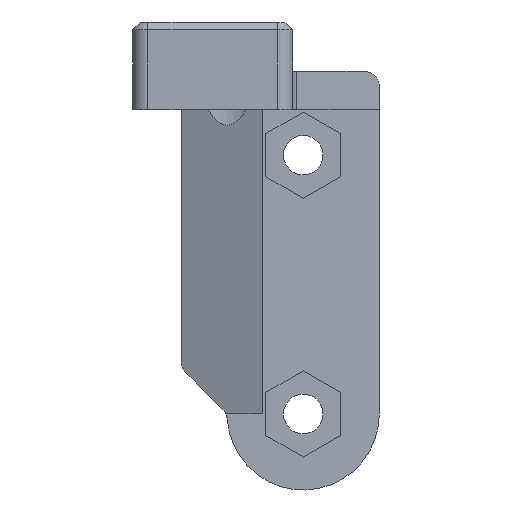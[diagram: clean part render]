
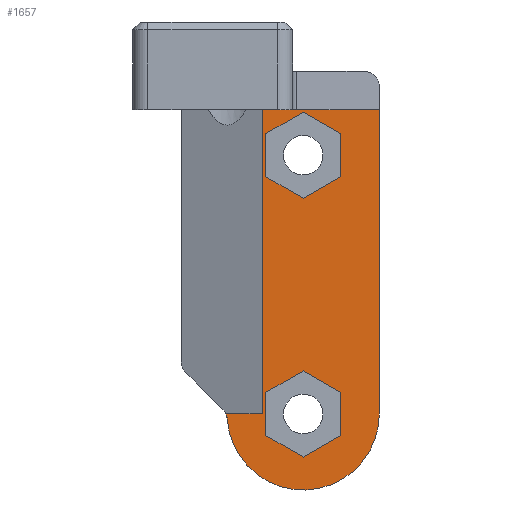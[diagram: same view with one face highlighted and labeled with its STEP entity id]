
A CAD part, front view. The second image highlights one B-rep face of the part: STEP entity #1657.
In plain terms, the highlighted planar face has unit normal (0, -1, 0).
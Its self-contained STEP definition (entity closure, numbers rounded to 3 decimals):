
#9 = VECTOR ( 'NONE', #792, 1000. ) ;
#10 = CARTESIAN_POINT ( 'NONE',  ( 5., 8.5, -8.329 ) ) ;
#26 = VECTOR ( 'NONE', #1060, 1000. ) ;
#44 = DIRECTION ( 'NONE',  ( -0.866, 0., 0.5 ) ) ;
#52 = CARTESIAN_POINT ( 'NONE',  ( -0.985, 8.5, -22.93 ) ) ;
#53 = VECTOR ( 'NONE', #1380, 1000. ) ;
#66 = VERTEX_POINT ( 'NONE', #10 ) ;
#92 = ORIENTED_EDGE ( 'NONE', *, *, #602, .T. ) ;
#93 = ORIENTED_EDGE ( 'NONE', *, *, #1989, .F. ) ;
#148 = EDGE_CURVE ( 'NONE', #1921, #234, #2007, .T. ) ;
#151 = CARTESIAN_POINT ( 'NONE',  ( 2.55, 8.5, -23.915 ) ) ;
#157 = CARTESIAN_POINT ( 'NONE',  ( 5., 8.5, -22.5 ) ) ;
#159 = ORIENTED_EDGE ( 'NONE', *, *, #502, .F. ) ;
#169 = ORIENTED_EDGE ( 'NONE', *, *, #1083, .F. ) ;
#180 = FACE_BOUND ( 'NONE', #1514, .T. ) ;
#191 = LINE ( 'NONE', #1862, #1801 ) ;
#224 = LINE ( 'NONE', #1903, #9 ) ;
#229 = CARTESIAN_POINT ( 'NONE',  ( 5., 8.5, -2.671 ) ) ;
#234 = VERTEX_POINT ( 'NONE', #1360 ) ;
#256 = VERTEX_POINT ( 'NONE', #1172 ) ;
#258 = CARTESIAN_POINT ( 'NONE',  ( 7.45, 8.5, -21.085 ) ) ;
#283 = AXIS2_PLACEMENT_3D ( 'NONE', #52, #2275, #1356 ) ;
#314 = VERTEX_POINT ( 'NONE', #423 ) ;
#321 = AXIS2_PLACEMENT_3D ( 'NONE', #157, #2192, #2408 ) ;
#328 = VERTEX_POINT ( 'NONE', #1706 ) ;
#338 = CARTESIAN_POINT ( 'NONE',  ( -3., 8.5, -22.5 ) ) ;
#352 = ORIENTED_EDGE ( 'NONE', *, *, #1807, .F. ) ;
#373 = ORIENTED_EDGE ( 'NONE', *, *, #1160, .F. ) ;
#374 = DIRECTION ( 'NONE',  ( 0.866, 0., -0.5 ) ) ;
#391 = CARTESIAN_POINT ( 'NONE',  ( 10., 8.5, -2.5 ) ) ;
#393 = EDGE_CURVE ( 'NONE', #1770, #1941, #1418, .T. ) ;
#423 = CARTESIAN_POINT ( 'NONE',  ( 5., 8.5, -19.671 ) ) ;
#491 = DIRECTION ( 'NONE',  ( -1., 0., 0. ) ) ;
#502 = EDGE_CURVE ( 'NONE', #567, #328, #737, .T. ) ;
#503 = FACE_OUTER_BOUND ( 'NONE', #2157, .T. ) ;
#511 = ORIENTED_EDGE ( 'NONE', *, *, #2144, .F. ) ;
#514 = ORIENTED_EDGE ( 'NONE', *, *, #2013, .F. ) ;
#519 = VECTOR ( 'NONE', #1329, 1000. ) ;
#545 = ORIENTED_EDGE ( 'NONE', *, *, #1372, .F. ) ;
#565 = VERTEX_POINT ( 'NONE', #2173 ) ;
#567 = VERTEX_POINT ( 'NONE', #1085 ) ;
#578 = ORIENTED_EDGE ( 'NONE', *, *, #943, .T. ) ;
#602 = EDGE_CURVE ( 'NONE', #2064, #890, #1097, .T. ) ;
#641 = EDGE_CURVE ( 'NONE', #328, #565, #191, .T. ) ;
#665 = DIRECTION ( 'NONE',  ( -0.866, 0., -0.5 ) ) ;
#666 = EDGE_CURVE ( 'NONE', #2176, #1770, #1336, .T. ) ;
#669 = VECTOR ( 'NONE', #1440, 1000. ) ;
#671 = VECTOR ( 'NONE', #1948, 1000. ) ;
#674 = VECTOR ( 'NONE', #680, 1000. ) ;
#680 = DIRECTION ( 'NONE',  ( 0., 0., 1. ) ) ;
#695 = CARTESIAN_POINT ( 'NONE',  ( 0., 8.5, -2.5 ) ) ;
#732 = LINE ( 'NONE', #1671, #793 ) ;
#737 = LINE ( 'NONE', #151, #1723 ) ;
#755 = LINE ( 'NONE', #1496, #26 ) ;
#792 = DIRECTION ( 'NONE',  ( 0.866, 0., -0.5 ) ) ;
#793 = VECTOR ( 'NONE', #898, 1000. ) ;
#811 = CARTESIAN_POINT ( 'NONE',  ( 5., 8.5, -2.671 ) ) ;
#860 = VERTEX_POINT ( 'NONE', #1268 ) ;
#861 = CARTESIAN_POINT ( 'NONE',  ( 5., 8.5, -19.671 ) ) ;
#873 = VERTEX_POINT ( 'NONE', #1673 ) ;
#890 = VERTEX_POINT ( 'NONE', #1882 ) ;
#898 = DIRECTION ( 'NONE',  ( 0., 0., -1. ) ) ;
#908 = CARTESIAN_POINT ( 'NONE',  ( 5., 8.5, -8.329 ) ) ;
#935 = CARTESIAN_POINT ( 'NONE',  ( 2.55, 8.5, -4.085 ) ) ;
#943 = EDGE_CURVE ( 'NONE', #1921, #860, #1339, .T. ) ;
#954 = VECTOR ( 'NONE', #1287, 1000. ) ;
#967 = DIRECTION ( 'NONE',  ( 0.866, 0., 0.5 ) ) ;
#994 = ORIENTED_EDGE ( 'NONE', *, *, #148, .F. ) ;
#1003 = ORIENTED_EDGE ( 'NONE', *, *, #641, .F. ) ;
#1024 = LINE ( 'NONE', #258, #671 ) ;
#1051 = CARTESIAN_POINT ( 'NONE',  ( 5., 8.5, -22.5 ) ) ;
#1060 = DIRECTION ( 'NONE',  ( 0., 0., -1. ) ) ;
#1078 = CARTESIAN_POINT ( 'NONE',  ( 2.55, 8.5, -4.085 ) ) ;
#1083 = EDGE_CURVE ( 'NONE', #1249, #314, #1024, .T. ) ;
#1085 = CARTESIAN_POINT ( 'NONE',  ( 2.55, 8.5, -23.915 ) ) ;
#1097 = LINE ( 'NONE', #695, #669 ) ;
#1099 = EDGE_CURVE ( 'NONE', #234, #890, #1201, .T. ) ;
#1100 = LINE ( 'NONE', #908, #1148 ) ;
#1103 = DIRECTION ( 'NONE',  ( 1., 0., 0. ) ) ;
#1148 = VECTOR ( 'NONE', #1233, 1000. ) ;
#1160 = EDGE_CURVE ( 'NONE', #1985, #567, #732, .T. ) ;
#1172 = CARTESIAN_POINT ( 'NONE',  ( 7.45, 8.5, -6.915 ) ) ;
#1177 = ORIENTED_EDGE ( 'NONE', *, *, #393, .F. ) ;
#1185 = VECTOR ( 'NONE', #665, 1000. ) ;
#1200 = EDGE_CURVE ( 'NONE', #873, #860, #2194, .T. ) ;
#1201 = LINE ( 'NONE', #1742, #53 ) ;
#1233 = DIRECTION ( 'NONE',  ( 0.866, 0., 0.5 ) ) ;
#1236 = CARTESIAN_POINT ( 'NONE',  ( -0.082, 8.5, -22.5 ) ) ;
#1242 = DIRECTION ( 'NONE',  ( 0., 1., 0. ) ) ;
#1249 = VERTEX_POINT ( 'NONE', #1843 ) ;
#1268 = CARTESIAN_POINT ( 'NONE',  ( 0.013, 8.5, -22.858 ) ) ;
#1287 = DIRECTION ( 'NONE',  ( 0., 0., -1. ) ) ;
#1319 = LINE ( 'NONE', #2059, #519 ) ;
#1329 = DIRECTION ( 'NONE',  ( 0., 0., 1. ) ) ;
#1336 = LINE ( 'NONE', #1873, #2296 ) ;
#1339 = CIRCLE ( 'NONE', #283, 1. ) ;
#1356 = DIRECTION ( 'NONE',  ( -1., 0., 0. ) ) ;
#1360 = CARTESIAN_POINT ( 'NONE',  ( 2.3, 8.5, -22.5 ) ) ;
#1372 = EDGE_CURVE ( 'NONE', #565, #1249, #1319, .T. ) ;
#1375 = EDGE_CURVE ( 'NONE', #2166, #66, #224, .T. ) ;
#1380 = DIRECTION ( 'NONE',  ( 0., 0., 1. ) ) ;
#1418 = LINE ( 'NONE', #811, #2183 ) ;
#1434 = CARTESIAN_POINT ( 'NONE',  ( 2.55, 8.5, -21.085 ) ) ;
#1440 = DIRECTION ( 'NONE',  ( -1., 0., 0. ) ) ;
#1473 = CARTESIAN_POINT ( 'NONE',  ( 2.55, 8.5, -6.915 ) ) ;
#1475 = ORIENTED_EDGE ( 'NONE', *, *, #1663, .F. ) ;
#1496 = CARTESIAN_POINT ( 'NONE',  ( 10., 8.5, -5.5 ) ) ;
#1514 = EDGE_LOOP ( 'NONE', ( #1475, #1646, #511, #1177, #2017, #514 ) ) ;
#1597 = VECTOR ( 'NONE', #1103, 1000. ) ;
#1604 = LINE ( 'NONE', #1792, #674 ) ;
#1646 = ORIENTED_EDGE ( 'NONE', *, *, #1375, .F. ) ;
#1657 = ADVANCED_FACE ( 'NONE', ( #180, #2016, #503 ), #1838, .F. ) ;
#1659 = CARTESIAN_POINT ( 'NONE',  ( 7.45, 8.5, -4.085 ) ) ;
#1663 = EDGE_CURVE ( 'NONE', #66, #256, #1100, .T. ) ;
#1671 = CARTESIAN_POINT ( 'NONE',  ( 2.55, 8.5, -21.085 ) ) ;
#1673 = CARTESIAN_POINT ( 'NONE',  ( 10., 8.5, -22.5 ) ) ;
#1706 = CARTESIAN_POINT ( 'NONE',  ( 5., 8.5, -25.329 ) ) ;
#1723 = VECTOR ( 'NONE', #374, 1000. ) ;
#1742 = CARTESIAN_POINT ( 'NONE',  ( 2.3, 8.5, -22.5 ) ) ;
#1770 = VERTEX_POINT ( 'NONE', #229 ) ;
#1774 = AXIS2_PLACEMENT_3D ( 'NONE', #1051, #1242, #491 ) ;
#1792 = CARTESIAN_POINT ( 'NONE',  ( 7.45, 8.5, -6.915 ) ) ;
#1801 = VECTOR ( 'NONE', #967, 1000. ) ;
#1807 = EDGE_CURVE ( 'NONE', #2064, #873, #755, .T. ) ;
#1832 = EDGE_LOOP ( 'NONE', ( #1003, #159, #373, #93, #169, #545 ) ) ;
#1838 = PLANE ( 'NONE',  #1774 ) ;
#1843 = CARTESIAN_POINT ( 'NONE',  ( 7.45, 8.5, -21.085 ) ) ;
#1862 = CARTESIAN_POINT ( 'NONE',  ( 5., 8.5, -25.329 ) ) ;
#1873 = CARTESIAN_POINT ( 'NONE',  ( 7.45, 8.5, -4.085 ) ) ;
#1882 = CARTESIAN_POINT ( 'NONE',  ( 2.3, 8.5, -2.5 ) ) ;
#1903 = CARTESIAN_POINT ( 'NONE',  ( 2.55, 8.5, -6.915 ) ) ;
#1921 = VERTEX_POINT ( 'NONE', #1236 ) ;
#1941 = VERTEX_POINT ( 'NONE', #1078 ) ;
#1948 = DIRECTION ( 'NONE',  ( -0.866, 0., 0.5 ) ) ;
#1969 = DIRECTION ( 'NONE',  ( -0.866, 0., -0.5 ) ) ;
#1985 = VERTEX_POINT ( 'NONE', #1434 ) ;
#1989 = EDGE_CURVE ( 'NONE', #314, #1985, #2167, .T. ) ;
#2007 = LINE ( 'NONE', #338, #1597 ) ;
#2013 = EDGE_CURVE ( 'NONE', #256, #2176, #1604, .T. ) ;
#2016 = FACE_BOUND ( 'NONE', #1832, .T. ) ;
#2017 = ORIENTED_EDGE ( 'NONE', *, *, #666, .F. ) ;
#2019 = LINE ( 'NONE', #935, #954 ) ;
#2059 = CARTESIAN_POINT ( 'NONE',  ( 7.45, 8.5, -23.915 ) ) ;
#2064 = VERTEX_POINT ( 'NONE', #391 ) ;
#2076 = ORIENTED_EDGE ( 'NONE', *, *, #1200, .F. ) ;
#2144 = EDGE_CURVE ( 'NONE', #1941, #2166, #2019, .T. ) ;
#2157 = EDGE_LOOP ( 'NONE', ( #352, #92, #2331, #994, #578, #2076 ) ) ;
#2166 = VERTEX_POINT ( 'NONE', #1473 ) ;
#2167 = LINE ( 'NONE', #861, #1185 ) ;
#2173 = CARTESIAN_POINT ( 'NONE',  ( 7.45, 8.5, -23.915 ) ) ;
#2176 = VERTEX_POINT ( 'NONE', #1659 ) ;
#2183 = VECTOR ( 'NONE', #1969, 1000. ) ;
#2192 = DIRECTION ( 'NONE',  ( 0., 1., 0. ) ) ;
#2194 = CIRCLE ( 'NONE', #321, 5. ) ;
#2275 = DIRECTION ( 'NONE',  ( 0., 1., 0. ) ) ;
#2296 = VECTOR ( 'NONE', #44, 1000. ) ;
#2331 = ORIENTED_EDGE ( 'NONE', *, *, #1099, .F. ) ;
#2408 = DIRECTION ( 'NONE',  ( -1., 0., 0. ) ) ;
